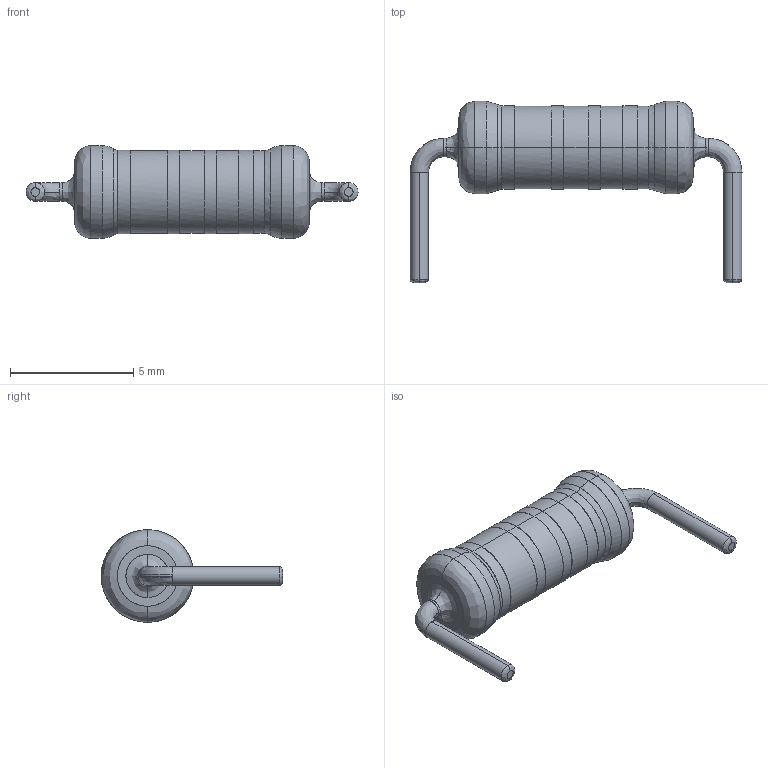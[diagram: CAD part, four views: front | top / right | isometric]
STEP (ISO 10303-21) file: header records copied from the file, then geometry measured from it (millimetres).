
FILE_DESCRIPTION(/* description */ (''),/* implementation_level */ '2;1');
FILE_NAME(/* name */ 'THD_AX~3',/* time_stamp */ '2017-04-04T12:49:42+03:00',/* author */ (''),/* organization */ (''),/* preprocessor_version */ 'ST-DEVELOPER v15',/* originating_system */ '',/* authorisation */ '');
FILE_SCHEMA (('AUTOMOTIVE_DESIGN'));
Length unit declared in the file: millimetre
Products named in the file (1): Document
Bounding box: 13.45 x 7.35 x 3.75 mm (x, y, z)
Surface area: 150.8 mm2 (no closed solid volume)
Topology: 0 solids, 56 shells, 68 faces, 260 edges, 248 vertices
Faces by surface type: bspline 56, plane 12
Entity records: 5041 total; most frequent: CARTESIAN_POINT 3294, ORIENTED_EDGE 280, EDGE_CURVE 260, VERTEX_POINT 248, EDGE_LOOP 78, ADVANCED_FACE 68, FACE_OUTER_BOUND 68, B_SPLINE_CURVE_WITH_KNOTS 60
